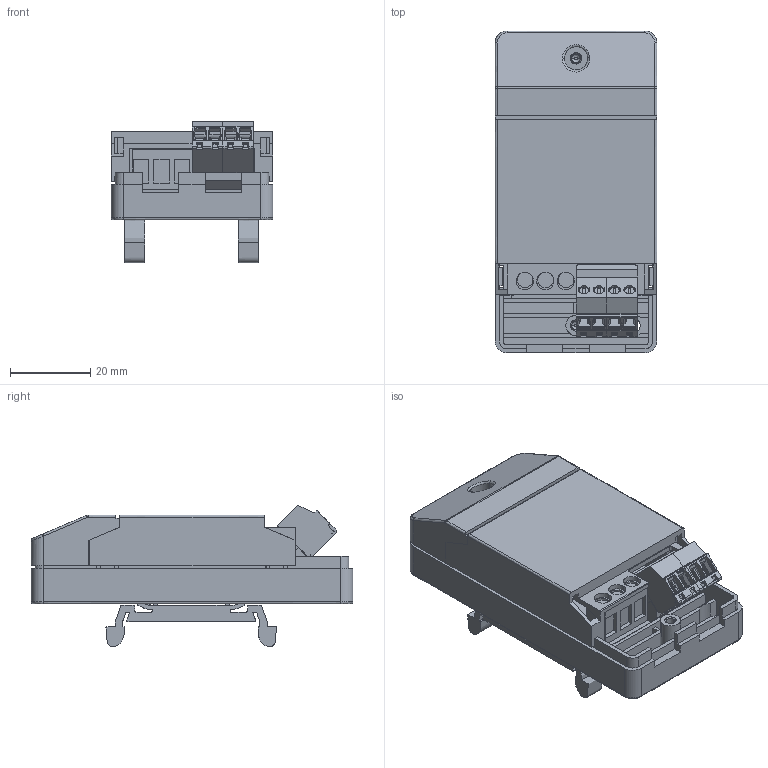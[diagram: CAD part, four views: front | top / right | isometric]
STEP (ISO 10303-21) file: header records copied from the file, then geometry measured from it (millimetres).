
FILE_DESCRIPTION(/* description */ (''),/* implementation_level */ '2;1');
FILE_NAME(/* name */ 'SMS14B',/* time_stamp */ '2022-03-02T11:18:36+01:00',/* author */ (''),/* organization */ (''),/* preprocessor_version */ 'ST-DEVELOPER v16.5',/* originating_system */ 'Rhino 7.15',/* authorisation */ '');
FILE_SCHEMA (('AUTOMOTIVE_DESIGN'));
Length unit declared in the file: millimetre
Products named in the file (1): Document
Bounding box: 40.2 x 79.98 x 35.15 mm (x, y, z)
Volume: 10693.6 mm3; surface area: 30885.8 mm2
Topology: 7 solids, 466 shells, 1402 faces, 5283 edges, 4363 vertices
Faces by surface type: plane 922, cylinder 309, bspline 171
Entity records: 66522 total; most frequent: CARTESIAN_POINT 32020, ORIENTED_EDGE 7672, EDGE_CURVE 5277, VERTEX_POINT 4351, B_SPLINE_CURVE_WITH_KNOTS 3920, EDGE_LOOP 1487, ADVANCED_FACE 1402, FACE_OUTER_BOUND 1402
